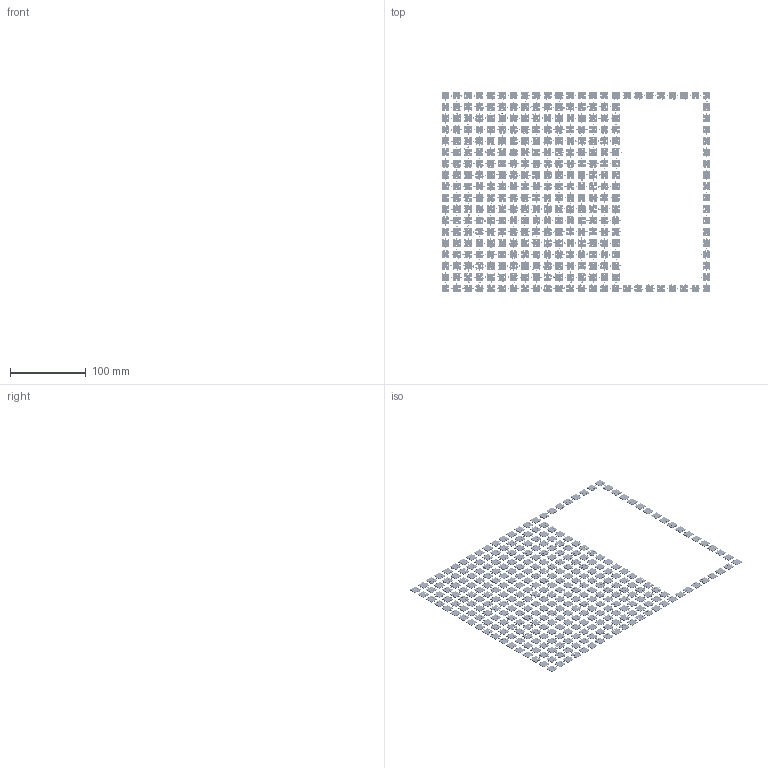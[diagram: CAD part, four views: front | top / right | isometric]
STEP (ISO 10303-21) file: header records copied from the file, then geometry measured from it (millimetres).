
FILE_DESCRIPTION(('HOOPS Exchange Step'),'2;1');
FILE_NAME('temp_export','2024-08-16T18:12:40+08:00',('sharma21'),('Shapr3D Limited'),'HOOPS Exchange 2024.2','Shapr3D','Authorized');
FILE_SCHEMA( ('AP242_MANAGED_MODEL_BASED_3D_ENGINEERING_MIM_LF {1 0 10303 442 1 1 4 }') );
Length unit declared in the file: millimetre
Products named in the file (1): root
Bounding box: 355 x 265 x 1 mm (x, y, z)
Volume: 32277.5 mm3; surface area: 83198.6 mm2
Topology: 320 solids, 320 shells, 1920 faces, 3840 edges, 2560 vertices
Faces by surface type: bspline 1196, plane 724
Entity records: 65153 total; most frequent: CARTESIAN_POINT 33486, ORIENTED_EDGE 7680, EDGE_CURVE 3840, DIRECTION 2900, VERTEX_POINT 2560, B_SPLINE_CURVE_WITH_KNOTS 2392, EDGE_LOOP 1920, FACE_BOUND 1920
